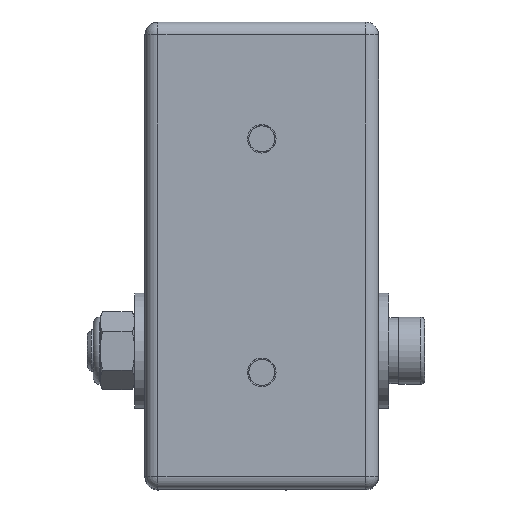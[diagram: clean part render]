
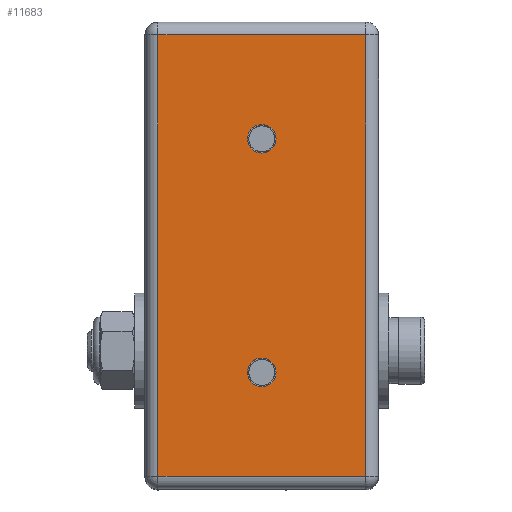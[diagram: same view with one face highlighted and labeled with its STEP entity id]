
A CAD part, top view. The second image highlights one B-rep face of the part: STEP entity #11683.
In plain terms, the highlighted planar face has unit normal (0, 0, 1).
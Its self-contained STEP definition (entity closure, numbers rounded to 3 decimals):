
#444=FACE_BOUND('',#2085,.T.);
#445=FACE_BOUND('',#2086,.T.);
#538=CIRCLE('',#12263,2.75);
#631=CIRCLE('',#12449,2.75);
#1431=FACE_OUTER_BOUND('',#2084,.T.);
#2084=EDGE_LOOP('',(#8196,#8197,#8198,#8199));
#2085=EDGE_LOOP('',(#8200));
#2086=EDGE_LOOP('',(#8201));
#2700=LINE('',#17267,#3706);
#2702=LINE('',#17284,#3708);
#2704=LINE('',#17287,#3710);
#2706=LINE('',#17290,#3712);
#3706=VECTOR('',#13699,1.);
#3708=VECTOR('',#13719,1.);
#3710=VECTOR('',#13723,1.);
#3712=VECTOR('',#13727,1.);
#4690=VERTEX_POINT('',#17137);
#4743=VERTEX_POINT('',#17255);
#4746=VERTEX_POINT('',#17262);
#4749=VERTEX_POINT('',#17272);
#4752=VERTEX_POINT('',#17279);
#4851=VERTEX_POINT('',#17671);
#5885=EDGE_CURVE('',#4690,#4690,#538,.T.);
#5947=EDGE_CURVE('',#4743,#4746,#2700,.T.);
#5955=EDGE_CURVE('',#4746,#4752,#2702,.T.);
#5957=EDGE_CURVE('',#4752,#4749,#2704,.T.);
#5959=EDGE_CURVE('',#4749,#4743,#2706,.T.);
#6133=EDGE_CURVE('',#4851,#4851,#631,.T.);
#8196=ORIENTED_EDGE('',*,*,#5947,.F.);
#8197=ORIENTED_EDGE('',*,*,#5959,.F.);
#8198=ORIENTED_EDGE('',*,*,#5957,.F.);
#8199=ORIENTED_EDGE('',*,*,#5955,.F.);
#8200=ORIENTED_EDGE('',*,*,#5885,.T.);
#8201=ORIENTED_EDGE('',*,*,#6133,.T.);
#11322=PLANE('',#12450);
#11683=ADVANCED_FACE('',(#1431,#444,#445),#11322,.T.);
#12263=AXIS2_PLACEMENT_3D('',#17139,#13580,#13581);
#12449=AXIS2_PLACEMENT_3D('',#17673,#14091,#14092);
#12450=AXIS2_PLACEMENT_3D('',#17674,#14093,#14094);
#13580=DIRECTION('center_axis',(0.,0.,-1.));
#13581=DIRECTION('ref_axis',(0.,-1.,0.));
#13699=DIRECTION('',(1.,0.,0.));
#13719=DIRECTION('',(0.,-1.,0.));
#13723=DIRECTION('',(-1.,0.,0.));
#13727=DIRECTION('',(0.,1.,0.));
#14091=DIRECTION('center_axis',(0.,0.,-1.));
#14092=DIRECTION('ref_axis',(0.,-1.,0.));
#14093=DIRECTION('center_axis',(0.,0.,1.));
#14094=DIRECTION('ref_axis',(0.,-1.,0.));
#17137=CARTESIAN_POINT('',(22.5,25.25,3.));
#17139=CARTESIAN_POINT('Origin',(22.5,22.5,3.));
#17255=CARTESIAN_POINT('',(2.5,42.5,3.));
#17262=CARTESIAN_POINT('',(87.5,42.5,3.));
#17267=CARTESIAN_POINT('',(66.25,42.5,3.));
#17272=CARTESIAN_POINT('',(2.5,2.5,3.));
#17279=CARTESIAN_POINT('',(87.5,2.5,3.));
#17284=CARTESIAN_POINT('',(87.5,12.5,3.));
#17287=CARTESIAN_POINT('',(23.75,2.5,3.));
#17290=CARTESIAN_POINT('',(2.5,32.5,3.));
#17671=CARTESIAN_POINT('',(67.5,25.25,3.));
#17673=CARTESIAN_POINT('Origin',(67.5,22.5,3.));
#17674=CARTESIAN_POINT('Origin',(67.5,22.5,3.));
